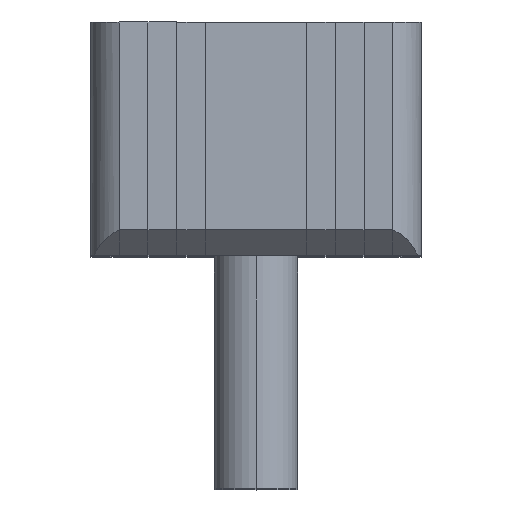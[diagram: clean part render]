
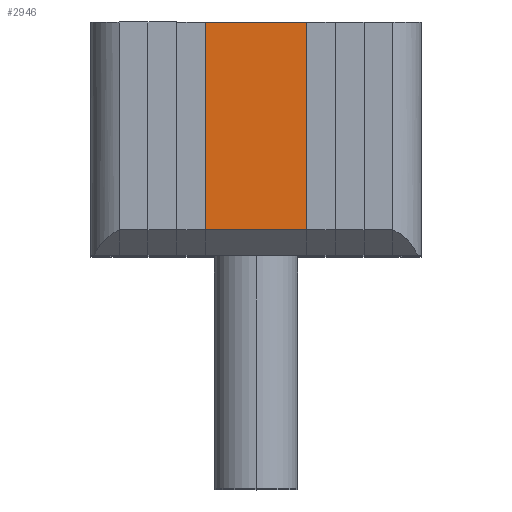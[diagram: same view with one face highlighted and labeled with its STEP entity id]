
A CAD part, top view. The second image highlights one B-rep face of the part: STEP entity #2946.
In plain terms, the highlighted planar face has unit normal (0, 0, 1).
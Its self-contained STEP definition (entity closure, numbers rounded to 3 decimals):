
#28 = EDGE_CURVE ( 'NONE', #7002, #830, #4876, .T. ) ;
#97 = VECTOR ( 'NONE', #5400, 1000. ) ;
#146 = CARTESIAN_POINT ( 'NONE',  ( -2.6, 6.5, 30. ) ) ;
#148 = ORIENTED_EDGE ( 'NONE', *, *, #28, .T. ) ;
#830 = VERTEX_POINT ( 'NONE', #146 ) ;
#922 = CARTESIAN_POINT ( 'NONE',  ( 2.6, -4.2, 30. ) ) ;
#1252 = CARTESIAN_POINT ( 'NONE',  ( 2.6, -4.2, 30. ) ) ;
#1310 = VERTEX_POINT ( 'NONE', #1902 ) ;
#1315 = VECTOR ( 'NONE', #6145, 1000. ) ;
#1328 = LINE ( 'NONE', #1252, #4018 ) ;
#1458 = CARTESIAN_POINT ( 'NONE',  ( 2.6, 0., 30. ) ) ;
#1527 = LINE ( 'NONE', #2680, #6009 ) ;
#1544 = PLANE ( 'NONE',  #3485 ) ;
#1902 = CARTESIAN_POINT ( 'NONE',  ( -2.6, -4.2, 30. ) ) ;
#1929 = VERTEX_POINT ( 'NONE', #922 ) ;
#1977 = EDGE_CURVE ( 'NONE', #7002, #1929, #1527, .T. ) ;
#2193 = DIRECTION ( 'NONE',  ( 0., -1., 0. ) ) ;
#2680 = CARTESIAN_POINT ( 'NONE',  ( 2.6, 0., 30. ) ) ;
#2946 = ADVANCED_FACE ( 'NONE', ( #4558 ), #1544, .F. ) ;
#3118 = DIRECTION ( 'NONE',  ( -1., 0., 0. ) ) ;
#3485 = AXIS2_PLACEMENT_3D ( 'NONE', #1458, #5670, #6999 ) ;
#3681 = CARTESIAN_POINT ( 'NONE',  ( 2.6, 6.5, 30. ) ) ;
#4018 = VECTOR ( 'NONE', #3118, 1000. ) ;
#4164 = ORIENTED_EDGE ( 'NONE', *, *, #1977, .F. ) ;
#4308 = ORIENTED_EDGE ( 'NONE', *, *, #4540, .F. ) ;
#4320 = LINE ( 'NONE', #6679, #97 ) ;
#4540 = EDGE_CURVE ( 'NONE', #1929, #1310, #1328, .T. ) ;
#4558 = FACE_OUTER_BOUND ( 'NONE', #5243, .T. ) ;
#4876 = LINE ( 'NONE', #3681, #1315 ) ;
#4912 = ORIENTED_EDGE ( 'NONE', *, *, #7481, .T. ) ;
#4972 = CARTESIAN_POINT ( 'NONE',  ( 2.6, 6.5, 30. ) ) ;
#5243 = EDGE_LOOP ( 'NONE', ( #4912, #4308, #4164, #148 ) ) ;
#5400 = DIRECTION ( 'NONE',  ( 0., -1., 0. ) ) ;
#5670 = DIRECTION ( 'NONE',  ( 0., 0., -1. ) ) ;
#6009 = VECTOR ( 'NONE', #2193, 1000. ) ;
#6145 = DIRECTION ( 'NONE',  ( -1., 0., 0. ) ) ;
#6679 = CARTESIAN_POINT ( 'NONE',  ( -2.6, 0., 30. ) ) ;
#6999 = DIRECTION ( 'NONE',  ( -1., 0., 0. ) ) ;
#7002 = VERTEX_POINT ( 'NONE', #4972 ) ;
#7481 = EDGE_CURVE ( 'NONE', #830, #1310, #4320, .T. ) ;
